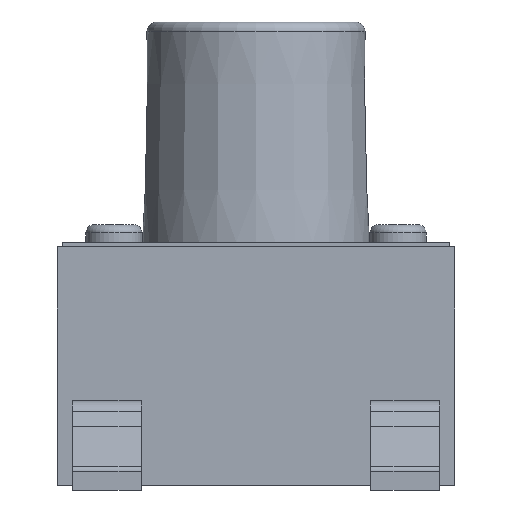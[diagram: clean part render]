
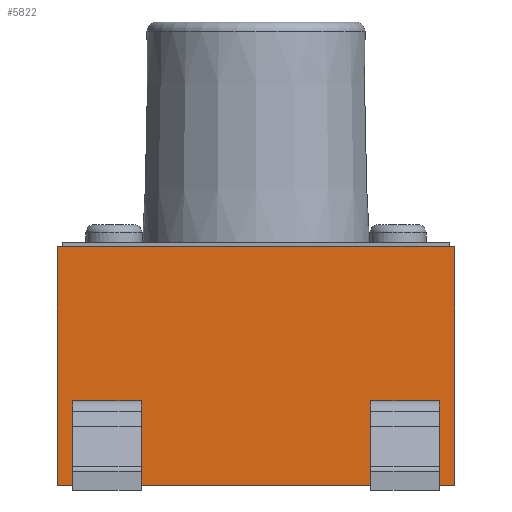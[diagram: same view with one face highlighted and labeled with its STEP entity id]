
A CAD part, left-side view. The second image highlights one B-rep face of the part: STEP entity #5822.
In plain terms, the highlighted planar face has unit normal (-1, 0, 0).
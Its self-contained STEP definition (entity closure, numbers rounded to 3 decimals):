
#200=LINE('',#7442,#658);
#203=LINE('',#7448,#661);
#205=LINE('',#7452,#663);
#206=LINE('',#7454,#664);
#209=LINE('',#7460,#667);
#211=LINE('',#7464,#669);
#213=LINE('',#7468,#671);
#214=LINE('',#7470,#672);
#245=LINE('',#7545,#703);
#246=LINE('',#7548,#704);
#247=LINE('',#7550,#705);
#248=LINE('',#7552,#706);
#658=VECTOR('',#6473,1000.);
#661=VECTOR('',#6478,1000.);
#663=VECTOR('',#6482,1000.);
#664=VECTOR('',#6485,1000.);
#667=VECTOR('',#6490,1000.);
#669=VECTOR('',#6494,1000.);
#671=VECTOR('',#6498,1000.);
#672=VECTOR('',#6501,1000.);
#703=VECTOR('',#6572,1000.);
#704=VECTOR('',#6573,1000.);
#705=VECTOR('',#6574,1000.);
#706=VECTOR('',#6575,1000.);
#1313=ORIENTED_EDGE('',*,*,#2331,.F.);
#1314=ORIENTED_EDGE('',*,*,#2330,.T.);
#1315=ORIENTED_EDGE('',*,*,#2328,.F.);
#1316=ORIENTED_EDGE('',*,*,#2326,.T.);
#1317=ORIENTED_EDGE('',*,*,#2368,.T.);
#1318=ORIENTED_EDGE('',*,*,#2369,.F.);
#1319=ORIENTED_EDGE('',*,*,#2370,.F.);
#1320=ORIENTED_EDGE('',*,*,#2371,.T.);
#1321=ORIENTED_EDGE('',*,*,#2323,.T.);
#1322=ORIENTED_EDGE('',*,*,#2322,.T.);
#1323=ORIENTED_EDGE('',*,*,#2320,.T.);
#1324=ORIENTED_EDGE('',*,*,#2317,.F.);
#2317=EDGE_CURVE('',#2875,#2876,#200,.T.);
#2320=EDGE_CURVE('',#2877,#2876,#203,.T.);
#2322=EDGE_CURVE('',#2878,#2877,#205,.T.);
#2323=EDGE_CURVE('',#2875,#2878,#206,.T.);
#2326=EDGE_CURVE('',#2879,#2880,#209,.T.);
#2328=EDGE_CURVE('',#2879,#2881,#211,.T.);
#2330=EDGE_CURVE('',#2882,#2881,#213,.T.);
#2331=EDGE_CURVE('',#2882,#2880,#214,.T.);
#2368=EDGE_CURVE('',#2907,#2908,#245,.T.);
#2369=EDGE_CURVE('',#2909,#2908,#246,.T.);
#2370=EDGE_CURVE('',#2910,#2909,#247,.T.);
#2371=EDGE_CURVE('',#2910,#2907,#248,.T.);
#2875=VERTEX_POINT('',#7441);
#2876=VERTEX_POINT('',#7443);
#2877=VERTEX_POINT('',#7447);
#2878=VERTEX_POINT('',#7451);
#2879=VERTEX_POINT('',#7457);
#2880=VERTEX_POINT('',#7459);
#2881=VERTEX_POINT('',#7463);
#2882=VERTEX_POINT('',#7467);
#2907=VERTEX_POINT('',#7546);
#2908=VERTEX_POINT('',#7547);
#2909=VERTEX_POINT('',#7549);
#2910=VERTEX_POINT('',#7551);
#3320=EDGE_LOOP('',(#1313,#1314,#1315,#1316));
#3321=EDGE_LOOP('',(#1317,#1318,#1319,#1320));
#3322=EDGE_LOOP('',(#1321,#1322,#1323,#1324));
#3606=FACE_BOUND('',#3320,.T.);
#3607=FACE_BOUND('',#3321,.T.);
#3608=FACE_BOUND('',#3322,.T.);
#3858=PLANE('',#6130);
#5822=ADVANCED_FACE('',(#3606,#3607,#3608),#3858,.T.);
#6130=AXIS2_PLACEMENT_3D('',#7544,#6570,#6571);
#6473=DIRECTION('',(0.,0.,1.));
#6478=DIRECTION('',(0.,-1.,0.));
#6482=DIRECTION('',(0.,0.,1.));
#6485=DIRECTION('',(0.,1.,0.));
#6490=DIRECTION('',(0.,-1.,0.));
#6494=DIRECTION('',(0.,0.,-1.));
#6498=DIRECTION('',(0.,1.,0.));
#6501=DIRECTION('',(0.,0.,1.));
#6570=DIRECTION('',(-1.,0.,0.));
#6571=DIRECTION('',(0.,0.,1.));
#6572=DIRECTION('',(0.,0.,-1.));
#6573=DIRECTION('',(0.,1.,0.));
#6574=DIRECTION('',(0.,0.,-1.));
#6575=DIRECTION('',(0.,1.,0.));
#7441=CARTESIAN_POINT('',(-3.061,1.735,0.89));
#7442=CARTESIAN_POINT('',(-3.061,1.735,3.607));
#7443=CARTESIAN_POINT('',(-3.061,1.735,1.28));
#7447=CARTESIAN_POINT('',(-3.061,2.765,1.28));
#7448=CARTESIAN_POINT('',(-3.061,-2.997,1.28));
#7451=CARTESIAN_POINT('',(-3.061,2.765,0.89));
#7452=CARTESIAN_POINT('',(-3.061,2.765,-10.416));
#7454=CARTESIAN_POINT('',(-3.061,-2.997,0.89));
#7457=CARTESIAN_POINT('',(-3.061,-1.735,1.28));
#7459=CARTESIAN_POINT('',(-3.061,-2.765,1.28));
#7460=CARTESIAN_POINT('',(-3.061,-2.997,1.28));
#7463=CARTESIAN_POINT('',(-3.061,-1.735,0.89));
#7464=CARTESIAN_POINT('',(-3.061,-1.735,3.607));
#7467=CARTESIAN_POINT('',(-3.061,-2.765,0.89));
#7468=CARTESIAN_POINT('',(-3.061,-2.997,0.89));
#7470=CARTESIAN_POINT('',(-3.061,-2.765,-10.416));
#7544=CARTESIAN_POINT('',(-3.061,-2.997,3.607));
#7545=CARTESIAN_POINT('',(-3.061,2.997,3.607));
#7546=CARTESIAN_POINT('',(-3.061,2.997,3.607));
#7547=CARTESIAN_POINT('',(-3.061,2.997,0.));
#7548=CARTESIAN_POINT('',(-3.061,-2.997,0.));
#7549=CARTESIAN_POINT('',(-3.061,-2.997,0.));
#7550=CARTESIAN_POINT('',(-3.061,-2.997,3.607));
#7551=CARTESIAN_POINT('',(-3.061,-2.997,3.607));
#7552=CARTESIAN_POINT('',(-3.061,-2.997,3.607));
